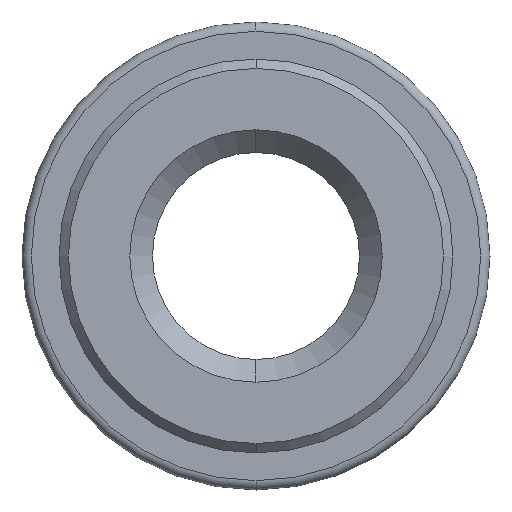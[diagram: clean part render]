
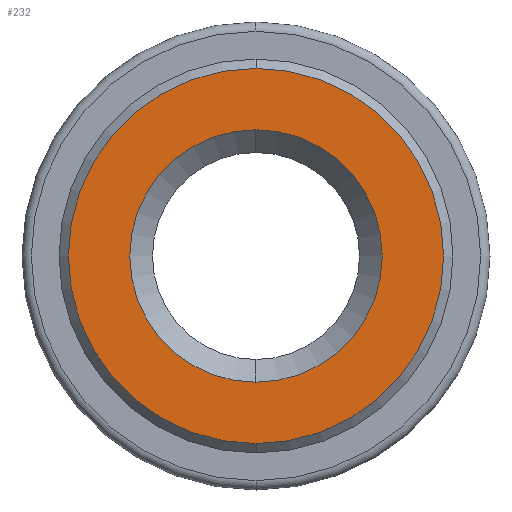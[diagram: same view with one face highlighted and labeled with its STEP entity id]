
A CAD part, left-side view. The second image highlights one B-rep face of the part: STEP entity #232.
In plain terms, the highlighted planar face has unit normal (-1, 0, 0).
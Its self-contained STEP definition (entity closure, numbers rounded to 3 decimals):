
#232=ADVANCED_FACE('',(#599,#600),#601,.T.);
#599=FACE_BOUND('',#1118,.T.);
#600=FACE_OUTER_BOUND('',#1119,.T.);
#601=PLANE('',#1120);
#1118=EDGE_LOOP('',(#1740,#1741));
#1119=EDGE_LOOP('',(#1742,#1743));
#1120=AXIS2_PLACEMENT_3D('',#1744,#1745,#1746);
#1740=ORIENTED_EDGE('',*,*,#3089,.T.);
#1741=ORIENTED_EDGE('',*,*,#3106,.T.);
#1742=ORIENTED_EDGE('',*,*,#3075,.F.);
#1743=ORIENTED_EDGE('',*,*,#3114,.F.);
#1744=CARTESIAN_POINT('',(-3.03,0.,1.114));
#1745=DIRECTION('',(-1.0,0.0,0.));
#1746=DIRECTION('',(0.,0.,-1.0));
#3075=EDGE_CURVE('',#3675,#3678,#3679,.T.);
#3089=EDGE_CURVE('',#3700,#3697,#3701,.T.);
#3106=EDGE_CURVE('',#3697,#3700,#3723,.T.);
#3114=EDGE_CURVE('',#3678,#3675,#3731,.T.);
#3675=VERTEX_POINT('',#4520);
#3678=VERTEX_POINT('',#4524);
#3679=CIRCLE('',#4525,2.229);
#3697=VERTEX_POINT('',#4548);
#3700=VERTEX_POINT('',#4552);
#3701=CIRCLE('',#4553,1.5);
#3723=CIRCLE('',#4580,1.5);
#3731=CIRCLE('',#4588,2.229);
#4520=CARTESIAN_POINT('',(-3.03,0.,2.229));
#4524=CARTESIAN_POINT('',(-3.03,0.,-2.229));
#4525=AXIS2_PLACEMENT_3D('',#5684,#5685,#5686);
#4548=CARTESIAN_POINT('',(-3.03,0.,-1.5));
#4552=CARTESIAN_POINT('',(-3.03,0.,1.5));
#4553=AXIS2_PLACEMENT_3D('',#5705,#5706,#5707);
#4580=AXIS2_PLACEMENT_3D('',#5731,#5732,#5733);
#4588=AXIS2_PLACEMENT_3D('',#5743,#5744,#5745);
#5684=CARTESIAN_POINT('',(-3.03,0.0,0.));
#5685=DIRECTION('',(1.0,0.0,0.));
#5686=DIRECTION('',(0.,0.0,1.0));
#5705=CARTESIAN_POINT('',(-3.03,0.,0.));
#5706=DIRECTION('',(1.0,0.0,0.));
#5707=DIRECTION('',(0.,0.0,1.0));
#5731=CARTESIAN_POINT('',(-3.03,0.,0.));
#5732=DIRECTION('',(1.0,0.0,0.));
#5733=DIRECTION('',(0.,0.0,1.0));
#5743=CARTESIAN_POINT('',(-3.03,0.0,0.));
#5744=DIRECTION('',(1.0,0.0,0.));
#5745=DIRECTION('',(0.,0.0,1.0));
